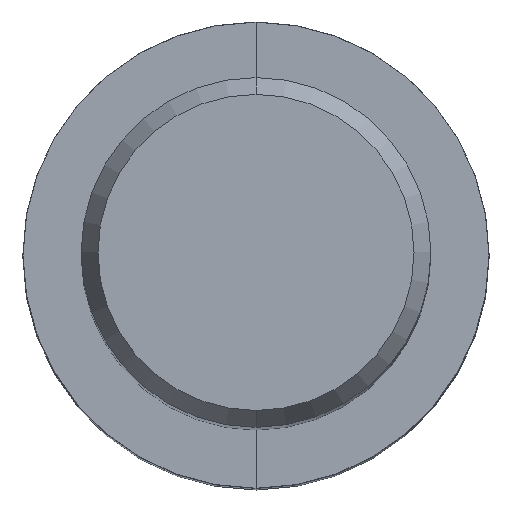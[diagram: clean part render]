
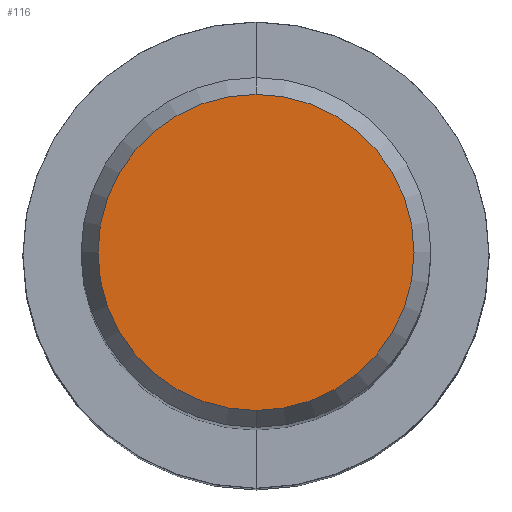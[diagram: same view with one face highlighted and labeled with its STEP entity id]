
A CAD part, top view. The second image highlights one B-rep face of the part: STEP entity #116.
In plain terms, the highlighted planar face has unit normal (0, 0, 1).
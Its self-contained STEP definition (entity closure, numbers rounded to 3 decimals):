
#116=ADVANCED_FACE('',(#294),#295,.T.);
#158=VERTEX_POINT('',#343);
#176=EDGE_CURVE('',#158,#208,#363,.T.);
#208=VERTEX_POINT('',#401);
#234=EDGE_CURVE('',#208,#158,#430,.T.);
#294=FACE_OUTER_BOUND('',#484,.T.);
#295=PLANE('',#485);
#343=CARTESIAN_POINT('',(0.0,4.304,0.01));
#363=CIRCLE('',#569,4.304);
#401=CARTESIAN_POINT('',(0.,-4.304,0.01));
#430=CIRCLE('',#658,4.304);
#484=EDGE_LOOP('',(#718,#719));
#485=AXIS2_PLACEMENT_3D('',#720,#721,#722);
#569=AXIS2_PLACEMENT_3D('',#807,#808,#809);
#658=AXIS2_PLACEMENT_3D('',#898,#899,#900);
#718=ORIENTED_EDGE('',*,*,#176,.F.);
#719=ORIENTED_EDGE('',*,*,#234,.F.);
#720=CARTESIAN_POINT('',(0.0,2.152,0.01));
#721=DIRECTION('',(-0.0,0.0,1.0));
#722=DIRECTION('',(0.0,-1.0,0.0));
#807=CARTESIAN_POINT('',(0.0,0.0,0.01));
#808=DIRECTION('',(0.0,0.0,-1.0));
#809=DIRECTION('',(0.0,1.0,0.0));
#898=CARTESIAN_POINT('',(0.0,0.0,0.01));
#899=DIRECTION('',(0.0,0.0,-1.0));
#900=DIRECTION('',(0.0,1.0,0.0));
